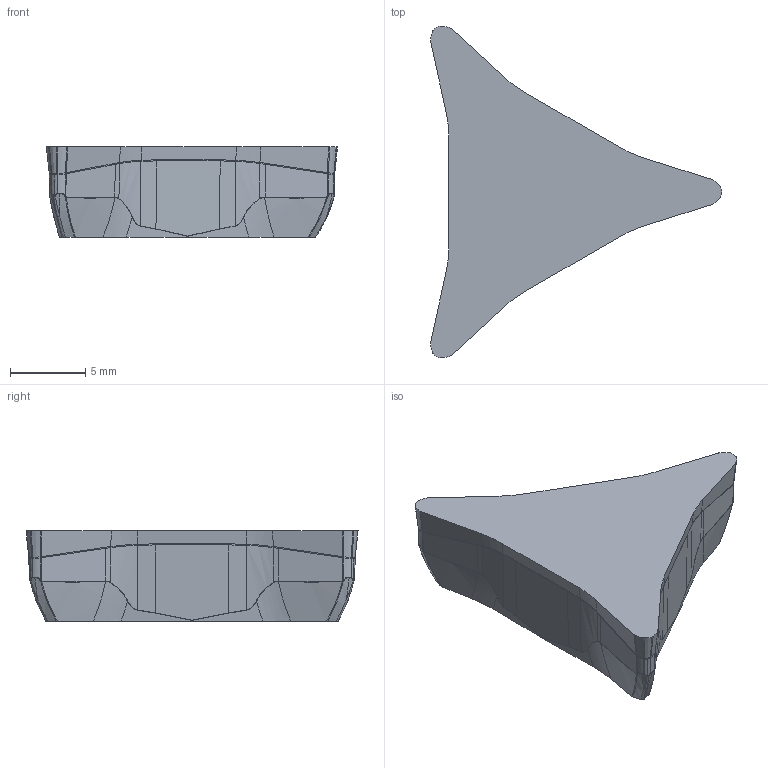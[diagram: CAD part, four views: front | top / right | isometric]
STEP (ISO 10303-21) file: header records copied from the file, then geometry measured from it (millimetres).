
FILE_DESCRIPTION(/* description */ (''),/* implementation_level */ '2;1');
FILE_NAME(/* name */ 'aaa316957_b.stp',/* time_stamp */ '2018-06-01T16:11:56+02:00',/* author */ (''),/* organization */ ('SMS'),/* preprocessor_version */ 'ST-DEVELOPER v15',/* originating_system */ 'SIEMENS PLM Software NX 8.5',/* authorisation */ '');
FILE_SCHEMA (('AUTOMOTIVE_DESIGN { 1 0 10303 214 3 1 1 1 }'));
Length unit declared in the file: millimetre
Products named in the file (1): AAA316957_B
Bounding box: 19.34 x 22.05 x 6 mm (x, y, z)
Volume: 1005.8 mm3; surface area: 721.9 mm2
Topology: 1 solids, 1 shells, 329 faces, 784 edges, 459 vertices
Faces by surface type: bspline 240, cone 39, cylinder 21, plane 20, torus 6, sphere 3
Entity records: 13709 total; most frequent: CARTESIAN_POINT 7599, ORIENTED_EDGE 1566, DIRECTION 859, EDGE_CURVE 783, VERTEX_POINT 456, B_SPLINE_CURVE_WITH_KNOTS 388, AXIS2_PLACEMENT_3D 371, ADVANCED_FACE 329
